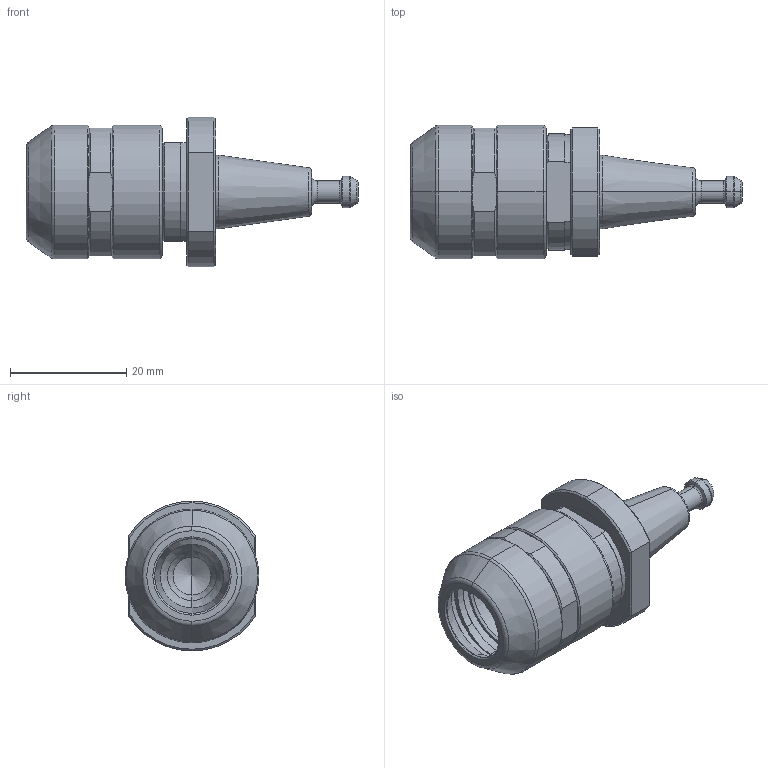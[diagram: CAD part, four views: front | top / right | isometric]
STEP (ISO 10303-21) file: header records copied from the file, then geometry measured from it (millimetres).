
FILE_DESCRIPTION (( 'STEP AP203' ), '1' );
FILE_NAME ('QC5-16_9216.STEP', '2024-03-29T08:13:58', ( '' ), ( '' ), 'SwSTEP 2.0', 'SolidWorks 2021', '' );
FILE_SCHEMA (( 'CONFIG_CONTROL_DESIGN' ));
Length unit declared in the file: millimetre
Products named in the file (1): QC5-16_9216
Bounding box: 57.12 x 23 x 25.8 mm (x, y, z)
Volume: 9091.1 mm3; surface area: 7681.8 mm2
Topology: 2 solids, 2 shells, 162 faces, 355 edges, 201 vertices
Faces by surface type: cone 58, cylinder 46, plane 36, torus 22
Entity records: 4489 total; most frequent: DIRECTION 840, CARTESIAN_POINT 811, ORIENTED_EDGE 702, AXIS2_PLACEMENT_3D 358, EDGE_CURVE 351, VERTEX_POINT 201, CIRCLE 195, EDGE_LOOP 172
